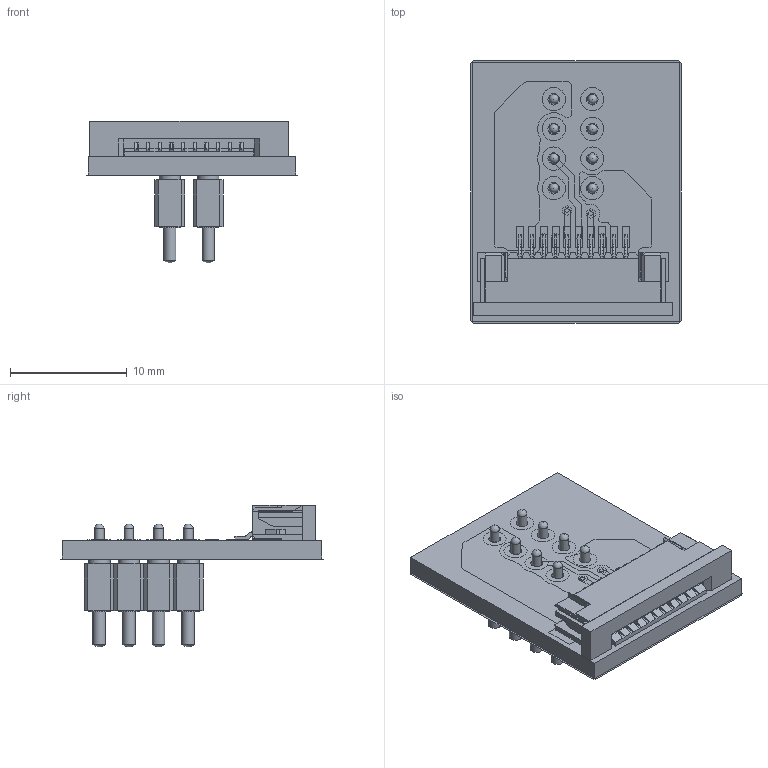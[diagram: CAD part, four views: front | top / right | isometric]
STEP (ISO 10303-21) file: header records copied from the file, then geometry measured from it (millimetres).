
FILE_DESCRIPTION(('FreeCAD Model'),'2;1');
FILE_NAME('Open CASCADE Shape Model','2021-01-24T15:08:56',('Author'),( ''),'Open CASCADE STEP processor 7.4','FreeCAD','Unknown');
FILE_SCHEMA(('AUTOMOTIVE_DESIGN { 1 0 10303 214 1 1 1 1 }'));
Length unit declared in the file: millimetre
Products named in the file (12): umbilical_V4; Board_Geoms_7027; Local_CS_7027; Pcb_7027; PCB_Sketch_7027; topTracks_7027; botTracks_7027; Step_Models_7027; Top_7027; J10_ZF1-10-01-T-WT-TR001_60089AD0; Bot_7027; J11_811-S1-004-10-017_600CD6DF
Assembly tree (12 placements, depth 4):
  umbilical_V4
    Board_Geoms_7027
      Local_CS_7027
      Pcb_7027
      PCB_Sketch_7027
      topTracks_7027
      botTracks_7027
    Step_Models_7027
      Top_7027
        J10_ZF1-10-01-T-WT-TR001_60089AD0
      Bot_7027
        J11_811-S1-004-10-017_600CD6DF  x2
Bounding box: 18.03 x 22.48 x 12.11 mm (x, y, z)
Volume: 1119.9 mm3; surface area: 2944.9 mm2
Topology: 16 solids, 68 shells, 1150 faces, 4983 edges, 3867 vertices
Faces by surface type: plane 833, cylinder 301, sphere 16
Full cylindrical faces by diameter (mm): 0.8 x8, 1 x8, 1.07 x8, 1.83 x8
Entity records: 50549 total; most frequent: CARTESIAN_POINT 9735, ORIENTED_EDGE 7915, DIRECTION 7681, EDGE_CURVE 4841, LINE 4223, VECTOR 4223, VERTEX_POINT 3775, AXIS2_PLACEMENT_3D 1729
